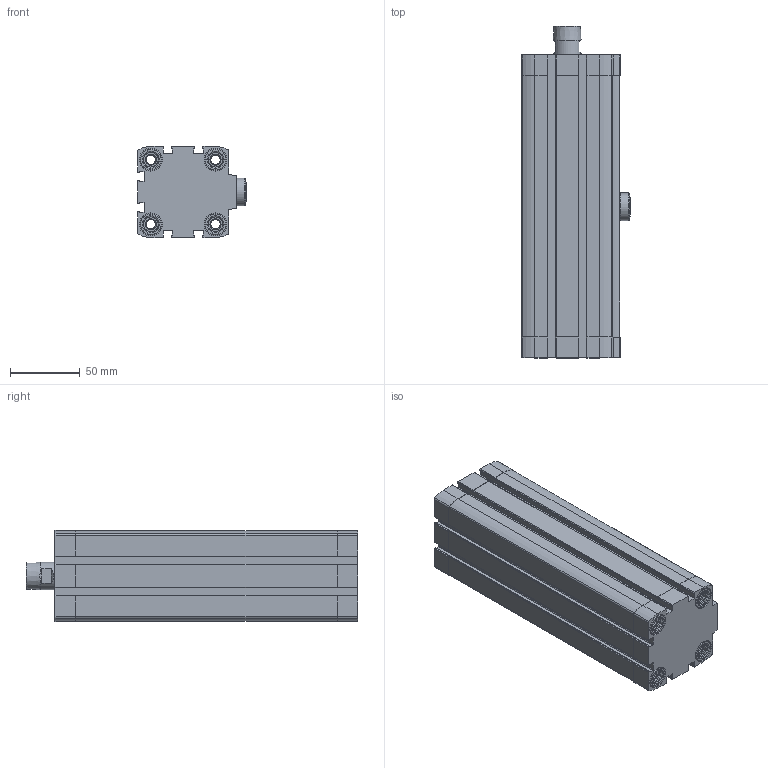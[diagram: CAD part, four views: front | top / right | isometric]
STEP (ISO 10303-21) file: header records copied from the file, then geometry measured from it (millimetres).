
FILE_DESCRIPTION(/* description */ ('STEP AP214'),/* implementation_level */ '2;1');
FILE_NAME(/* name */ '535464_CLR-50-50-G-P-A',/* time_stamp */ '2024-08-05T18:24:53+02:00',/* author */ ('License CC BY-ND 4.0'),/* organization */ ('CADENAS'),/* preprocessor_version */ 'ST-DEVELOPER v19.3',/* originating_system */ 'PARTsolutions',/* authorisation */ ' ');
FILE_SCHEMA (('AUTOMOTIVE_DESIGN {1 0 10303 214 3 1 1}'));
Length unit declared in the file: millimetre
Products named in the file (4): 535464 CLR-50-50-G-P-A---(0); 535464 CLR-50-50-G-P-A---(0_0_0_0)---(ZR); 535464 CLR-50-50-G-P-A---(KS); 669853 CLR-50---(FS)
Assembly tree (3 placements, depth 2):
  535464 CLR-50-50-G-P-A---(0)
    535464 CLR-50-50-G-P-A---(0_0_0_0)---(ZR)
    535464 CLR-50-50-G-P-A---(KS)
    669853 CLR-50---(FS)
Bounding box: 78.2 x 238.7 x 65.5 mm (x, y, z)
Volume: 633982.7 mm3; surface area: 173824.7 mm2
Topology: 3 solids, 3 shells, 656 faces, 1792 edges, 1180 vertices
Faces by surface type: plane 442, cylinder 165, cone 44, torus 4, sphere 1
Full cylindrical faces by diameter (mm): 6.647 x8, 8.376 x1, 8.566 x2, 9.9 x1, 10 x1, 10.106 x1, 10.5 x4, 10.6 x8, 11.6 x1, 12 x1, 15.4 x1, 15.5 x8, 16.4 x8, 20 x3, 50 x1
Entity records: 20430 total; most frequent: CARTESIAN_POINT 4073, DIRECTION 3366, ORIENTED_EDGE 3336, EDGE_CURVE 1668, AXIS2_PLACEMENT_3D 1231, VERTEX_POINT 1158, LINE 904, VECTOR 904
